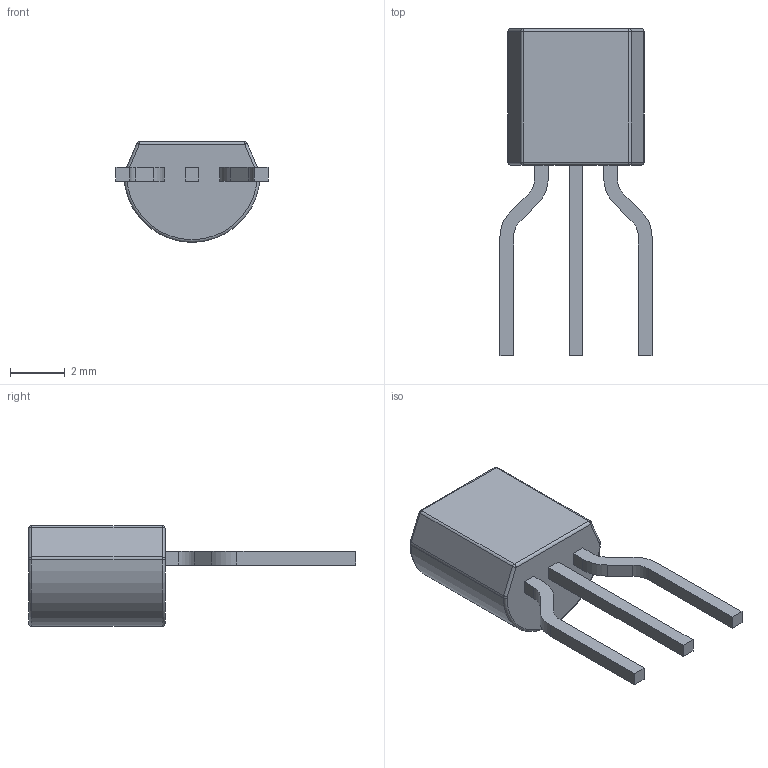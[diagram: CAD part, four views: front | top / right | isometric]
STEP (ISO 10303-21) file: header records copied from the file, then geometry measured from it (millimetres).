
FILE_DESCRIPTION((''),'2;1');
FILE_NAME('TO92-3_P2-54_L5_W3-7_H8','2019-10-11T',('Dragos'),(''),'PRO/ENGINEER BY PARAMETRIC TECHNOLOGY CORPORATION, 2004440','PRO/ENGINEER BY PARAMETRIC TECHNOLOGY CORPORATION, 2004440','');
FILE_SCHEMA(('AUTOMOTIVE_DESIGN { 1 0 10303 214 1 1 1 1 }'));
Length unit declared in the file: millimetre
Products named in the file (1): TO92-3_P2-54_L5_W3-7_H8
Bounding box: 5.58 x 12.02 x 3.7 mm (x, y, z)
Volume: 81.5 mm3; surface area: 145.1 mm2
Topology: 1 solids, 1 shells, 72 faces, 172 edges, 108 vertices
Faces by surface type: plane 43, cylinder 19, torus 6, sphere 4
Entity records: 3192 total; most frequent: DIRECTION 366, CARTESIAN_POINT 354, ORIENTED_EDGE 344, PRESENTATION_STYLE_ASSIGNMENT 220, STYLED_ITEM 174, CURVE_STYLE 173, EDGE_CURVE 172, VECTOR 124
